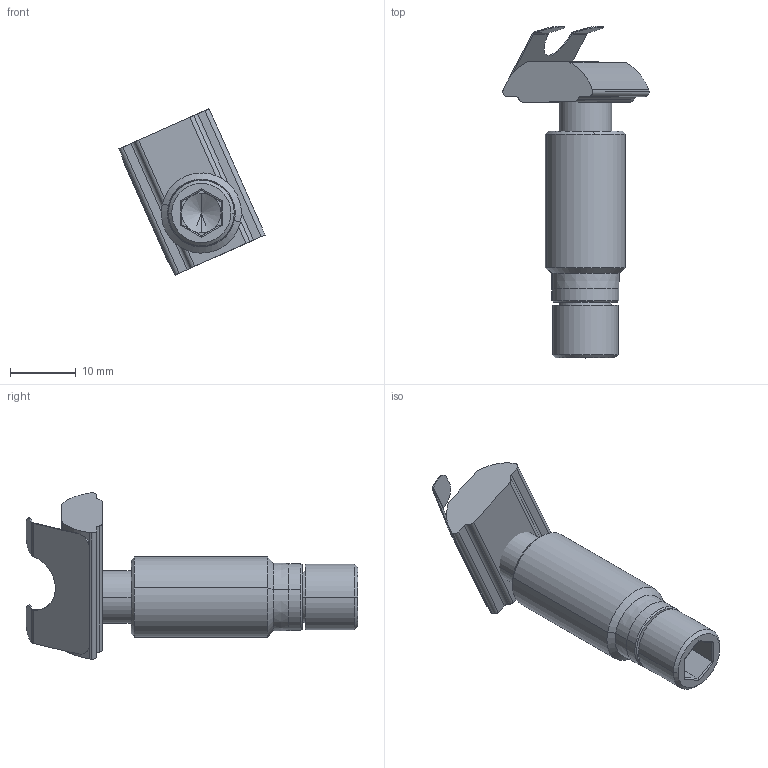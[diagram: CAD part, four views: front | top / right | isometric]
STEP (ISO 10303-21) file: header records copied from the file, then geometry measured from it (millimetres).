
FILE_DESCRIPTION (( 'STEP AP214' ), '1' );
FILE_NAME ('6121232', '2019-01-28T15:43:48', ( '' ), ('JUGARD+KÜNSTNER GmbH'), 'SwSTEP 2.0', 'SolidWorks 2017', '' );
FILE_SCHEMA (( 'AUTOMOTIVE_DESIGN' ));
Length unit declared in the file: inch
Products named in the file (6): 6121232; Part1; Part4; Part5; NSF 108; Part2
Assembly tree (5 placements, depth 3):
  6121232
    Part1
    NSF 108
      Part4
      Part5
    Part2
Bounding box: 22.25 x 50.46 x 25.29 mm (x, y, z)
Volume: 4844.6 mm3; surface area: 4467.3 mm2
Topology: 4 solids, 4 shells, 120 faces, 302 edges, 189 vertices
Faces by surface type: cylinder 51, plane 45, cone 20, bspline 4
Entity records: 5770 total; most frequent: CARTESIAN_POINT 1064, DIRECTION 644, ORIENTED_EDGE 600, EDGE_CURVE 300, AXIS2_PLACEMENT_3D 247, VERTEX_POINT 189, LINE 150, VECTOR 150
